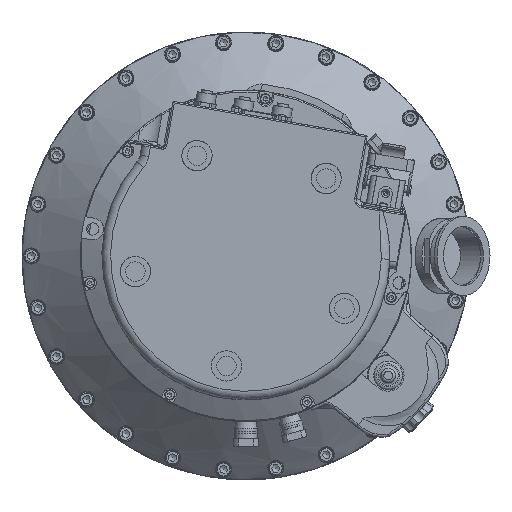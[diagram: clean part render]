
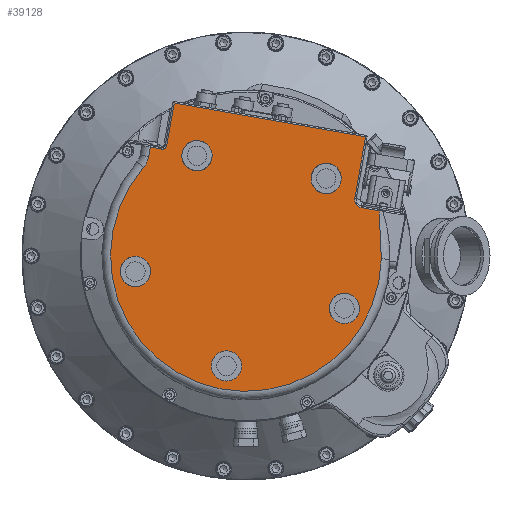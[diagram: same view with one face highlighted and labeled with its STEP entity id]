
A CAD part, front view. The second image highlights one B-rep face of the part: STEP entity #39128.
In plain terms, the highlighted planar face has unit normal (0, -1, 0).
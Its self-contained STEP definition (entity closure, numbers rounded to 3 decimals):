
#33789=CARTESIAN_POINT('',(83.145,-79.5,82.82));
#33790=VERTEX_POINT('',#33789);
#33816=CARTESIAN_POINT('',(-49.804,-79.5,106.263));
#33817=VERTEX_POINT('',#33816);
#33825=CARTESIAN_POINT('',(83.145,-79.5,82.82));
#33826=DIRECTION('',(-0.985,0.,0.174));
#33827=VECTOR('',#33826,135.);
#33828=LINE('',#33825,#33827);
#33829=EDGE_CURVE('',#33790,#33817,#33828,.T.);
#34701=CARTESIAN_POINT('',(-66.368,-79.5,75.674));
#34702=VERTEX_POINT('',#34701);
#34745=CARTESIAN_POINT('',(-67.531,-79.5,69.077));
#34746=VERTEX_POINT('',#34745);
#34754=CARTESIAN_POINT('',(-66.368,-79.5,75.674));
#34755=DIRECTION('',(-0.174,0.0,-0.985));
#34756=VECTOR('',#34755,6.699);
#34757=LINE('',#34754,#34756);
#34758=EDGE_CURVE('',#34702,#34746,#34757,.T.);
#34777=CARTESIAN_POINT('',(-71.173,-79.5,61.403));
#34778=VERTEX_POINT('',#34777);
#34786=CARTESIAN_POINT('',(-83.288,-79.5,71.855));
#34787=DIRECTION('',(0.,1.,0.));
#34788=DIRECTION('',(-0.985,0.,0.174));
#34789=AXIS2_PLACEMENT_3D('',#34786,#34787,#34788);
#34790=CIRCLE('',#34789,16.0);
#34791=EDGE_CURVE('',#34746,#34778,#34790,.T.);
#34811=CARTESIAN_POINT('',(93.978,-79.5,-2.033));
#34812=VERTEX_POINT('',#34811);
#34820=CARTESIAN_POINT('',(0.,-79.5,0.));
#34821=DIRECTION('',(0.,-1.0,0.));
#34822=DIRECTION('',(-0.985,0.,0.174));
#34823=AXIS2_PLACEMENT_3D('',#34820,#34821,#34822);
#34824=CIRCLE('',#34823,94.);
#34825=EDGE_CURVE('',#34778,#34812,#34824,.T.);
#34888=CARTESIAN_POINT('',(92.924,-79.5,31.34));
#34889=VERTEX_POINT('',#34888);
#34902=CARTESIAN_POINT('',(93.978,-79.5,-2.033));
#34903=CARTESIAN_POINT('',(94.099,-79.5,3.552));
#34904=CARTESIAN_POINT('',(93.753,-79.5,9.128));
#34905=CARTESIAN_POINT('',(93.036,-79.5,17.466));
#34906=CARTESIAN_POINT('',(92.762,-79.5,20.244));
#34907=CARTESIAN_POINT('',(92.493,-79.5,24.419));
#34908=CARTESIAN_POINT('',(92.427,-79.5,25.815));
#34909=CARTESIAN_POINT('',(92.455,-79.5,28.593));
#34910=CARTESIAN_POINT('',(92.503,-79.5,29.98));
#34911=CARTESIAN_POINT('',(92.924,-79.5,31.34));
#34912=B_SPLINE_CURVE_WITH_KNOTS('',3,(#34902,#34903,#34904,#34905,#34906,#34907,#34908,#34909,#34910,#34911),.UNSPECIFIED.,.F.,.U.,(4,2,2,2,4),(0.0,0.5,0.75,0.875,1.0),.UNSPECIFIED.);
#34913=EDGE_CURVE('',#34812,#34889,#34912,.T.);
#34980=CARTESIAN_POINT('',(-58.489,-79.5,74.285));
#34981=VERTEX_POINT('',#34980);
#34982=CARTESIAN_POINT('',(-58.489,-79.5,74.285));
#34983=DIRECTION('',(-0.985,0.0,0.174));
#34984=VECTOR('',#34983,8.);
#34985=LINE('',#34982,#34984);
#34986=EDGE_CURVE('',#34981,#34702,#34985,.T.);
#35003=CARTESIAN_POINT('',(-55.014,-79.5,76.719));
#35004=VERTEX_POINT('',#35003);
#35022=CARTESIAN_POINT('',(-57.968,-79.5,77.24));
#35023=DIRECTION('',(0.,1.,0.));
#35024=DIRECTION('',(-0.985,0.,0.174));
#35025=AXIS2_PLACEMENT_3D('',#35022,#35023,#35024);
#35026=CIRCLE('',#35025,3.);
#35027=EDGE_CURVE('',#35004,#34981,#35026,.T.);
#35037=CARTESIAN_POINT('',(-49.804,-79.5,106.263));
#35038=DIRECTION('',(-0.174,0.,-0.985));
#35039=VECTOR('',#35038,30.);
#35040=LINE('',#35037,#35039);
#35041=EDGE_CURVE('',#33817,#35004,#35040,.T.);
#35832=CARTESIAN_POINT('',(-87.086,-79.5,-8.963));
#35833=VERTEX_POINT('',#35832);
#35834=CARTESIAN_POINT('',(-76.746,-79.5,-10.786));
#35835=DIRECTION('',(0.,-1.0,0.));
#35836=DIRECTION('',(-0.985,0.,0.174));
#35837=AXIS2_PLACEMENT_3D('',#35834,#35835,#35836);
#35838=CIRCLE('',#35837,10.5);
#35839=EDGE_CURVE('',#35833,#35833,#35838,.T.);
#35872=CARTESIAN_POINT('',(-44.314,-79.5,71.48));
#35873=VERTEX_POINT('',#35872);
#35874=CARTESIAN_POINT('',(-33.974,-79.5,69.657));
#35875=DIRECTION('',(0.,-1.0,0.));
#35876=DIRECTION('',(-0.985,0.,0.174));
#35877=AXIS2_PLACEMENT_3D('',#35874,#35875,#35876);
#35878=CIRCLE('',#35877,10.5);
#35879=EDGE_CURVE('',#35873,#35873,#35878,.T.);
#35912=CARTESIAN_POINT('',(45.408,-79.5,55.659));
#35913=VERTEX_POINT('',#35912);
#35914=CARTESIAN_POINT('',(55.749,-79.5,53.836));
#35915=DIRECTION('',(0.,-1.0,0.));
#35916=DIRECTION('',(-0.985,0.,0.174));
#35917=AXIS2_PLACEMENT_3D('',#35914,#35915,#35916);
#35918=CIRCLE('',#35917,10.5);
#35919=EDGE_CURVE('',#35913,#35913,#35918,.T.);
#35952=CARTESIAN_POINT('',(58.088,-79.5,-34.561));
#35953=VERTEX_POINT('',#35952);
#35954=CARTESIAN_POINT('',(68.428,-79.5,-36.384));
#35955=DIRECTION('',(0.,-1.0,0.));
#35956=DIRECTION('',(-0.985,0.,0.174));
#35957=AXIS2_PLACEMENT_3D('',#35954,#35955,#35956);
#35958=CIRCLE('',#35957,10.5);
#35959=EDGE_CURVE('',#35953,#35953,#35958,.T.);
#36029=CARTESIAN_POINT('',(-23.798,-79.5,-74.499));
#36030=VERTEX_POINT('',#36029);
#36031=CARTESIAN_POINT('',(-13.458,-79.5,-76.323));
#36032=DIRECTION('',(0.,-1.0,0.));
#36033=DIRECTION('',(-0.985,0.,0.174));
#36034=AXIS2_PLACEMENT_3D('',#36031,#36032,#36033);
#36035=CIRCLE('',#36034,10.5);
#36036=EDGE_CURVE('',#36030,#36030,#36035,.T.);
#37956=CARTESIAN_POINT('',(75.591,-79.5,39.981));
#37957=VERTEX_POINT('',#37956);
#37958=CARTESIAN_POINT('',(75.591,-79.5,39.981));
#37959=DIRECTION('',(0.174,0.,0.985));
#37960=VECTOR('',#37959,43.5);
#37961=LINE('',#37958,#37960);
#37962=EDGE_CURVE('',#37957,#33790,#37961,.T.);
#37979=CARTESIAN_POINT('',(80.052,-79.5,33.61));
#37980=VERTEX_POINT('',#37979);
#37998=CARTESIAN_POINT('',(81.007,-79.5,39.026));
#37999=DIRECTION('',(0.,1.0,0.));
#38000=DIRECTION('',(-0.985,0.,0.174));
#38001=AXIS2_PLACEMENT_3D('',#37998,#37999,#38000);
#38002=CIRCLE('',#38001,5.5);
#38003=EDGE_CURVE('',#37980,#37957,#38002,.T.);
#38013=CARTESIAN_POINT('',(92.924,-79.5,31.34));
#38014=DIRECTION('',(-0.985,0.0,0.174));
#38015=VECTOR('',#38014,13.07);
#38016=LINE('',#38013,#38015);
#38017=EDGE_CURVE('',#34889,#37980,#38016,.T.);
#39095=CARTESIAN_POINT('',(-50.615,-79.5,107.421));
#39096=DIRECTION('',(0.0,-1.0,0.0));
#39097=DIRECTION('',(0.0,0.0,-1.0));
#39098=AXIS2_PLACEMENT_3D('',#39095,#39096,#39097);
#39099=PLANE('',#39098);
#39100=ORIENTED_EDGE('',*,*,#37962,.T.);
#39101=ORIENTED_EDGE('',*,*,#33829,.T.);
#39102=ORIENTED_EDGE('',*,*,#35041,.T.);
#39103=ORIENTED_EDGE('',*,*,#35027,.T.);
#39104=ORIENTED_EDGE('',*,*,#34986,.T.);
#39105=ORIENTED_EDGE('',*,*,#34758,.T.);
#39106=ORIENTED_EDGE('',*,*,#34791,.T.);
#39107=ORIENTED_EDGE('',*,*,#34825,.T.);
#39108=ORIENTED_EDGE('',*,*,#34913,.T.);
#39109=ORIENTED_EDGE('',*,*,#38017,.T.);
#39110=ORIENTED_EDGE('',*,*,#38003,.T.);
#39111=EDGE_LOOP('',(#39100,#39101,#39102,#39103,#39104,#39105,#39106,#39107,#39108,#39109,#39110));
#39112=FACE_OUTER_BOUND('',#39111,.T.);
#39113=ORIENTED_EDGE('',*,*,#35839,.F.);
#39114=EDGE_LOOP('',(#39113));
#39115=FACE_BOUND('',#39114,.T.);
#39116=ORIENTED_EDGE('',*,*,#35879,.F.);
#39117=EDGE_LOOP('',(#39116));
#39118=FACE_BOUND('',#39117,.T.);
#39119=ORIENTED_EDGE('',*,*,#35919,.F.);
#39120=EDGE_LOOP('',(#39119));
#39121=FACE_BOUND('',#39120,.T.);
#39122=ORIENTED_EDGE('',*,*,#35959,.F.);
#39123=EDGE_LOOP('',(#39122));
#39124=FACE_BOUND('',#39123,.T.);
#39125=ORIENTED_EDGE('',*,*,#36036,.F.);
#39126=EDGE_LOOP('',(#39125));
#39127=FACE_BOUND('',#39126,.T.);
#39128=ADVANCED_FACE('',(#39112,#39115,#39118,#39121,#39124,#39127),#39099,.T.);
